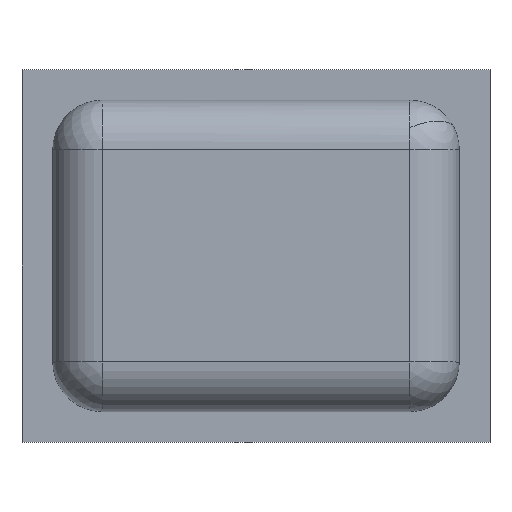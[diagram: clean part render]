
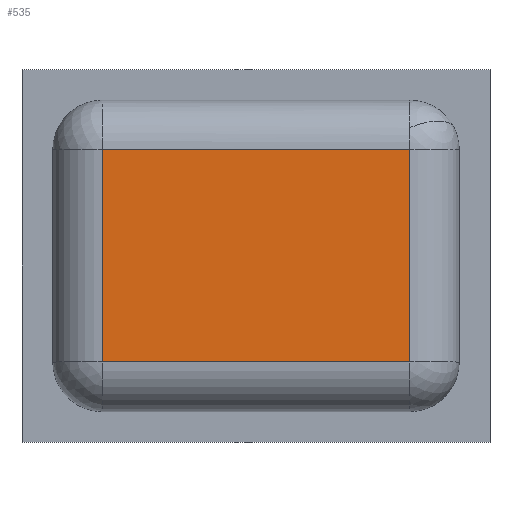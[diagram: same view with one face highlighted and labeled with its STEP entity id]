
A CAD part, top view. The second image highlights one B-rep face of the part: STEP entity #535.
In plain terms, the highlighted planar face has unit normal (0, 0, 1).
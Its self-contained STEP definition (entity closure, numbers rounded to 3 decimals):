
#148=CARTESIAN_POINT('',(2221.214,1579.3,0.97));
#149=VERTEX_POINT('',#148);
#173=CARTESIAN_POINT('',(2221.214,1581.44,0.97));
#174=VERTEX_POINT('',#173);
#209=CARTESIAN_POINT('',(2218.114,1579.3,0.97));
#210=VERTEX_POINT('',#209);
#242=CARTESIAN_POINT('',(2218.114,1581.44,0.97));
#243=VERTEX_POINT('',#242);
#317=CARTESIAN_POINT('',(2218.114,1579.3,0.97));
#318=DIRECTION('',(0.0,1.0,0.0));
#319=VECTOR('',#318,2.14);
#320=LINE('',#317,#319);
#321=EDGE_CURVE('',#210,#243,#320,.T.);
#340=CARTESIAN_POINT('',(2218.114,1581.44,0.97));
#341=DIRECTION('',(1.0,0.0,0.0));
#342=VECTOR('',#341,3.1);
#343=LINE('',#340,#342);
#344=EDGE_CURVE('',#243,#174,#343,.T.);
#362=CARTESIAN_POINT('',(2221.214,1579.3,0.97));
#363=DIRECTION('',(-1.0,0.0,0.0));
#364=VECTOR('',#363,3.1);
#365=LINE('',#362,#364);
#366=EDGE_CURVE('',#149,#210,#365,.T.);
#416=CARTESIAN_POINT('',(2221.214,1581.44,0.97));
#417=DIRECTION('',(0.0,-1.0,0.0));
#418=VECTOR('',#417,2.14);
#419=LINE('',#416,#418);
#420=EDGE_CURVE('',#174,#149,#419,.T.);
#524=CARTESIAN_POINT('',(2219.664,1579.3,0.97));
#525=DIRECTION('',(0.0,0.0,1.0));
#526=DIRECTION('',(1.0,0.0,0.0));
#527=AXIS2_PLACEMENT_3D('',#524,#525,#526);
#528=PLANE('',#527);
#529=ORIENTED_EDGE('',*,*,#321,.F.);
#530=ORIENTED_EDGE('',*,*,#366,.F.);
#531=ORIENTED_EDGE('',*,*,#420,.F.);
#532=ORIENTED_EDGE('',*,*,#344,.F.);
#533=EDGE_LOOP('',(#529,#530,#531,#532));
#534=FACE_OUTER_BOUND('',#533,.T.);
#535=ADVANCED_FACE('',(#534),#528,.T.);
